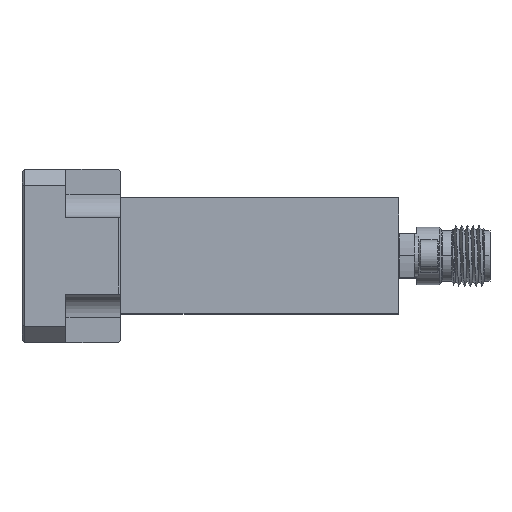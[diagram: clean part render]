
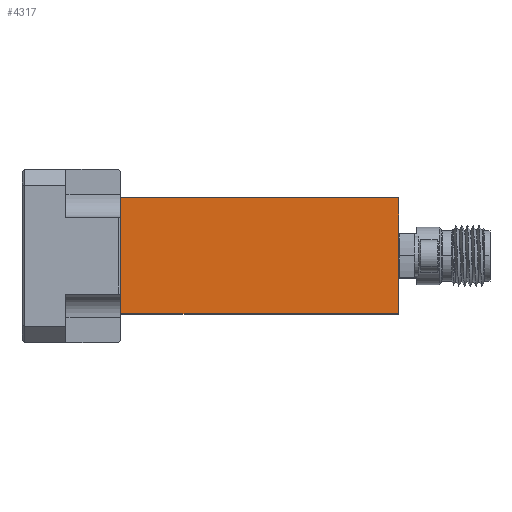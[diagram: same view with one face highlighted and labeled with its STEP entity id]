
A CAD part, top view. The second image highlights one B-rep face of the part: STEP entity #4317.
In plain terms, the highlighted planar face has unit normal (0, 0, 1).
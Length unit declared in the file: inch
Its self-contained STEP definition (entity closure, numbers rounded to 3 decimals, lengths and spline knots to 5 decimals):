
#90 = EDGE_CURVE ( 'NONE', #5805, #11630, #9342, .T. ) ;
#1414 = ORIENTED_EDGE ( 'NONE', *, *, #6989, .F. ) ;
#1543 = PLANE ( 'NONE',  #4523 ) ;
#2081 = ORIENTED_EDGE ( 'NONE', *, *, #15627, .F. ) ;
#2657 = LINE ( 'NONE', #6088, #17118 ) ;
#3037 = EDGE_LOOP ( 'NONE', ( #11150, #2081, #1414, #14793 ) ) ;
#4317 = ADVANCED_FACE ( 'NONE', ( #14436 ), #1543, .F. ) ;
#4523 = AXIS2_PLACEMENT_3D ( 'NONE', #8321, #5521, #11262 ) ;
#5521 = DIRECTION ( 'NONE',  ( 0., 0., -1. ) ) ;
#5805 = VERTEX_POINT ( 'NONE', #13539 ) ;
#5988 = VECTOR ( 'NONE', #9300, 39.37008 ) ;
#6088 = CARTESIAN_POINT ( 'NONE',  ( 0.6, 0.5, 0.6 ) ) ;
#6989 = EDGE_CURVE ( 'NONE', #9731, #7874, #2657, .T. ) ;
#7284 = VECTOR ( 'NONE', #8859, 39.37008 ) ;
#7307 = DIRECTION ( 'NONE',  ( 1., 0., 0. ) ) ;
#7423 = CARTESIAN_POINT ( 'NONE',  ( -0.6, 0.5, 0.6 ) ) ;
#7874 = VERTEX_POINT ( 'NONE', #17736 ) ;
#7966 = LINE ( 'NONE', #13380, #5988 ) ;
#8321 = CARTESIAN_POINT ( 'NONE',  ( 0.6, 0.5, 0.6 ) ) ;
#8859 = DIRECTION ( 'NONE',  ( 0., -1., 0. ) ) ;
#9300 = DIRECTION ( 'NONE',  ( 0., -1., 0. ) ) ;
#9342 = LINE ( 'NONE', #11808, #15308 ) ;
#9731 = VERTEX_POINT ( 'NONE', #14247 ) ;
#10322 = EDGE_CURVE ( 'NONE', #9731, #5805, #12823, .T. ) ;
#11150 = ORIENTED_EDGE ( 'NONE', *, *, #90, .T. ) ;
#11262 = DIRECTION ( 'NONE',  ( -1., 0., 0. ) ) ;
#11630 = VERTEX_POINT ( 'NONE', #16520 ) ;
#11808 = CARTESIAN_POINT ( 'NONE',  ( 0.6, 0., 0.6 ) ) ;
#12823 = LINE ( 'NONE', #7423, #7284 ) ;
#13186 = DIRECTION ( 'NONE',  ( 1., 0., 0. ) ) ;
#13380 = CARTESIAN_POINT ( 'NONE',  ( 0.6, 0.5, 0.6 ) ) ;
#13539 = CARTESIAN_POINT ( 'NONE',  ( -0.6, 0., 0.6 ) ) ;
#14247 = CARTESIAN_POINT ( 'NONE',  ( -0.6, 0.5, 0.6 ) ) ;
#14436 = FACE_OUTER_BOUND ( 'NONE', #3037, .T. ) ;
#14793 = ORIENTED_EDGE ( 'NONE', *, *, #10322, .T. ) ;
#15308 = VECTOR ( 'NONE', #7307, 39.37008 ) ;
#15627 = EDGE_CURVE ( 'NONE', #7874, #11630, #7966, .T. ) ;
#16520 = CARTESIAN_POINT ( 'NONE',  ( 0.6, 0., 0.6 ) ) ;
#17118 = VECTOR ( 'NONE', #13186, 39.37008 ) ;
#17736 = CARTESIAN_POINT ( 'NONE',  ( 0.6, 0.5, 0.6 ) ) ;
